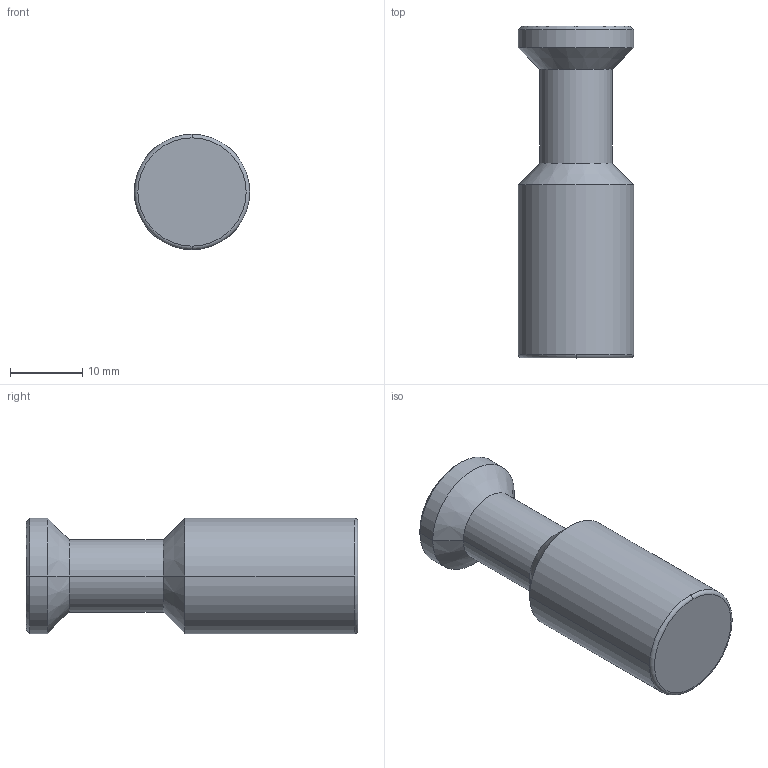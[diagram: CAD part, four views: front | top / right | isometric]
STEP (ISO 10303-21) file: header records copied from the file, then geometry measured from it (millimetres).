
FILE_DESCRIPTION((''),'2;1');
FILE_NAME('PP16-mdt.stp','2017-07-31T14:42:15',(''),(''),'Mechanical Desktop 2009','Mechanical Desktop 2009',', , ');
FILE_SCHEMA(('CONFIG_CONTROL_DESIGN'));
Length unit declared in the file: millimetre
Products named in the file (2): PP16-MDT; PART1
Assembly tree (1 placements, depth 2):
  PP16-MDT
    PART1
Bounding box: 16 x 46 x 16 mm (x, y, z)
Volume: 7251.4 mm3; surface area: 2488.3 mm2
Topology: 1 solids, 1 shells, 16 faces, 33 edges, 19 vertices
Faces by surface type: cone 6, cylinder 6, torus 2, plane 2
Entity records: 535 total; most frequent: DIRECTION 90, CARTESIAN_POINT 70, ORIENTED_EDGE 66, AXIS2_PLACEMENT_3D 39, EDGE_CURVE 33, CIRCLE 21, VERTEX_POINT 19, EDGE_LOOP 16
